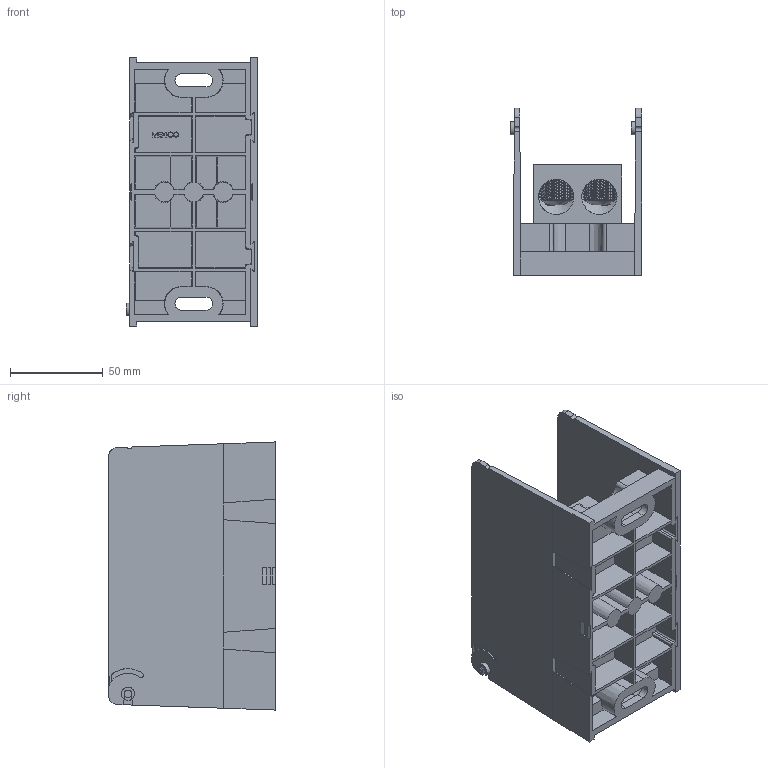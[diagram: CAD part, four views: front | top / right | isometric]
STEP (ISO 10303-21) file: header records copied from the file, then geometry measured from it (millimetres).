
FILE_DESCRIPTION (( 'STEP AP214' ), '1' );
FILE_NAME ('701869rev-1P.STEP', '2013-12-14T13:21:56', ( '' ), ( '' ), 'SwSTEP 2.0', 'SolidWorks 2013', '' );
FILE_SCHEMA (( 'AUTOMOTIVE_DESIGN' ));
Length unit declared in the file: inch
Products named in the file (10): 701869rev-1P; 701869rev-1P_1_3; 701869rev-1P_1_8; 701869rev-1P_1_2; 701869rev-1P_1_6; 701869rev-1P_1_7; 701869rev-1P_1; 701869rev-1P_1_4; 701869rev-1P_1_9; 701869rev-1P_1_5
Assembly tree (9 placements, depth 2):
  701869rev-1P
    701869rev-1P_1_3
    701869rev-1P_1_8
    701869rev-1P_1_2
    701869rev-1P_1_6
    701869rev-1P_1_7
    701869rev-1P_1
    701869rev-1P_1_4
    701869rev-1P_1_9
    701869rev-1P_1_5
Bounding box: 71.25 x 90.17 x 144.78 mm (x, y, z)
Surface area: 138200.9 mm2 (no closed solid volume)
Topology: 0 solids, 9 shells, 765 faces, 2091 edges, 1362 vertices
Faces by surface type: plane 349, cylinder 199, cone 186, bspline 31
Full cylindrical faces by diameter (mm): 4.064 x1, 4.928 x1, 6.909 x2, 7.112 x1, 10.795 x2, 12.7 x2, 15.875 x4, 15.991 x44, 17.475 x36, 19.05 x4
Entity records: 57357 total; most frequent: CARTESIAN_POINT 31131, ORIENTED_EDGE 3254, DIRECTION 3012, EDGE_CURVE 1658, VERTEX_POINT 1152, AXIS2_PLACEMENT_3D 1065, EDGE_LOOP 1014, VECTOR 882
